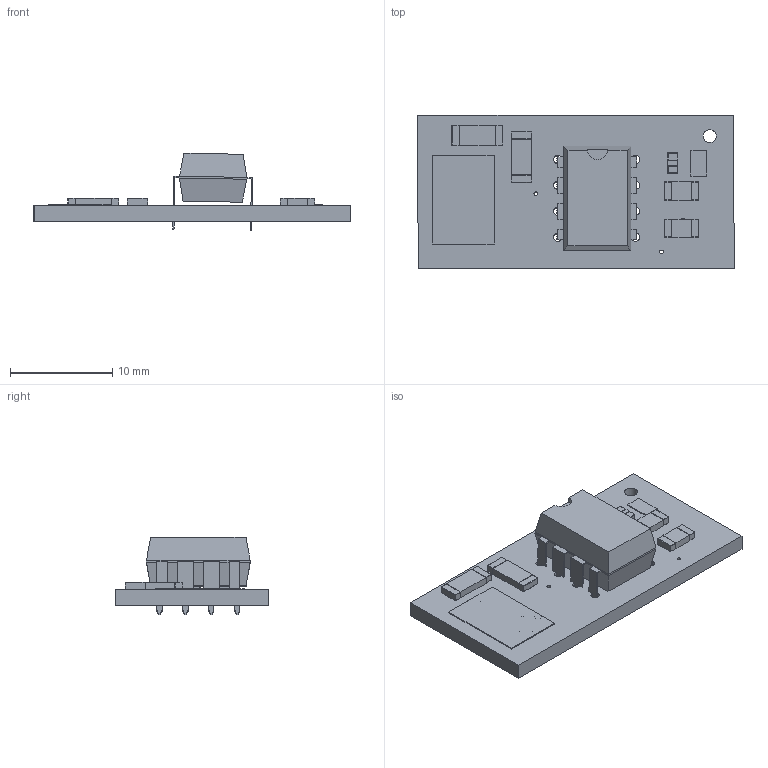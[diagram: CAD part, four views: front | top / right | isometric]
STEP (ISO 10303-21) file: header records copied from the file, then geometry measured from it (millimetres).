
FILE_DESCRIPTION(/* description */ (''),/* implementation_level */ '2;1');
FILE_NAME(/* name */ 'N555 PCB.step',/* time_stamp */ '2021-08-16T14:03:12+03:00',/* author */ (''),/* organization */ (''),/* preprocessor_version */ 'ST-DEVELOPER v18.1',/* originating_system */ 'Autodesk Translation Framework v10.9.0.1377',/* authorisation */ '');
FILE_SCHEMA (('AUTOMOTIVE_DESIGN { 1 0 10303 214 3 1 1 }'));
Length unit declared in the file: millimetre
Products named in the file (11): untitled; PCB Component; Board; ZX62D-B-5PA8; 10uf; 0.1uf; NE555; 220; 10k; CHIPLED_1206; CHIPLED_1206 (1)
Assembly tree (10 placements, depth 3):
  untitled
    PCB Component
      Board
      ZX62D-B-5PA8
      10uf
      0.1uf
      NE555
      220
      10k
      CHIPLED_1206
      CHIPLED_1206 (1)
Bounding box: 31.01 x 15.08 x 7.6 mm (x, y, z)
Volume: 1035 mm3; surface area: 1711 mm2
Topology: 9 solids, 9 shells, 429 faces, 931 edges, 538 vertices
Faces by surface type: plane 209, cylinder 140, sphere 80
Full cylindrical faces by diameter (mm): 0.35 x6, 0.7 x2, 0.813 x8, 1.27 x1, 1.5 x2
Entity records: 12268 total; most frequent: DIRECTION 2113, CARTESIAN_POINT 1919, ORIENTED_EDGE 1862, EDGE_CURVE 931, AXIS2_PLACEMENT_3D 732, LINE 649, VECTOR 649, VERTEX_POINT 538
